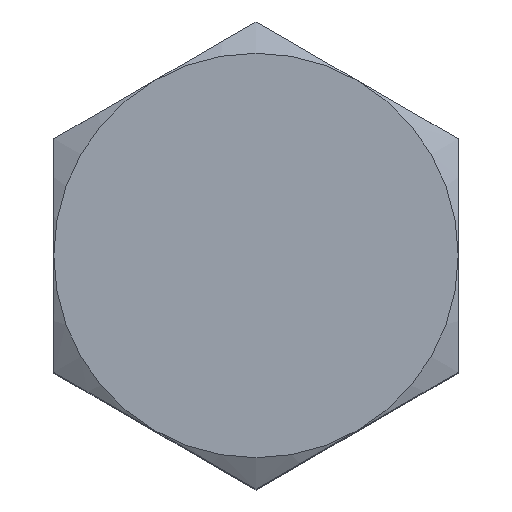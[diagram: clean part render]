
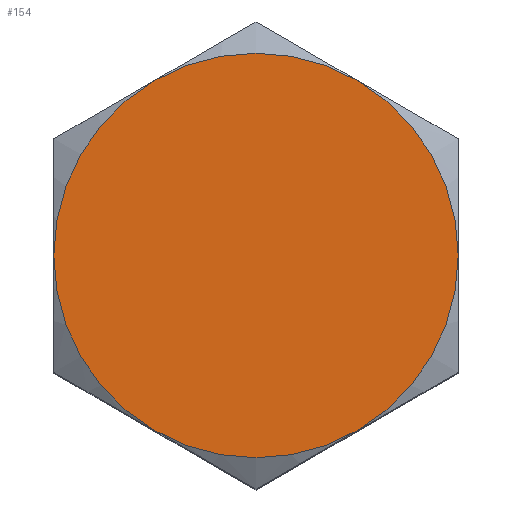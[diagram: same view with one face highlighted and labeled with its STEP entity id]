
A CAD part, top view. The second image highlights one B-rep face of the part: STEP entity #154.
In plain terms, the highlighted planar face has unit normal (0, 0, 1).
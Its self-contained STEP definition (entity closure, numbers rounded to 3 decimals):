
#47 = DIRECTION ( 'NONE',  ( 0., 0., 1. ) ) ;
#107 = DIRECTION ( 'NONE',  ( 0., 0., -1. ) ) ;
#119 = PLANE ( 'NONE',  #1332 ) ;
#138 = CIRCLE ( 'NONE', #899, 9.5 ) ;
#150 = AXIS2_PLACEMENT_3D ( 'NONE', #467, #974, #499 ) ;
#152 = CARTESIAN_POINT ( 'NONE',  ( -4.75, 8.227, 38.5 ) ) ;
#154 = ADVANCED_FACE ( 'NONE', ( #247 ), #119, .T. ) ;
#185 = EDGE_CURVE ( 'NONE', #1344, #582, #1385, .T. ) ;
#206 = ORIENTED_EDGE ( 'NONE', *, *, #185, .T. ) ;
#247 = FACE_OUTER_BOUND ( 'NONE', #933, .T. ) ;
#334 = ORIENTED_EDGE ( 'NONE', *, *, #461, .F. ) ;
#425 = CARTESIAN_POINT ( 'NONE',  ( -9.5, 0., 38.5 ) ) ;
#431 = CARTESIAN_POINT ( 'NONE',  ( 0., 0., 38.5 ) ) ;
#461 = EDGE_CURVE ( 'NONE', #1400, #670, #1069, .T. ) ;
#467 = CARTESIAN_POINT ( 'NONE',  ( 0., 0., 38.5 ) ) ;
#497 = CARTESIAN_POINT ( 'NONE',  ( 9.5, 0., 38.5 ) ) ;
#499 = DIRECTION ( 'NONE',  ( 1., 0., 0. ) ) ;
#517 = DIRECTION ( 'NONE',  ( 0., 0., 1. ) ) ;
#522 = CIRCLE ( 'NONE', #1314, 9.5 ) ;
#582 = VERTEX_POINT ( 'NONE', #633 ) ;
#601 = DIRECTION ( 'NONE',  ( -1., 0., 0. ) ) ;
#617 = DIRECTION ( 'NONE',  ( 1., 0., 0. ) ) ;
#625 = DIRECTION ( 'NONE',  ( 0., 0., 1. ) ) ;
#633 = CARTESIAN_POINT ( 'NONE',  ( 4.75, -8.227, 38.5 ) ) ;
#670 = VERTEX_POINT ( 'NONE', #152 ) ;
#719 = AXIS2_PLACEMENT_3D ( 'NONE', #1613, #1380, #601 ) ;
#790 = VERTEX_POINT ( 'NONE', #1074 ) ;
#803 = CARTESIAN_POINT ( 'NONE',  ( 0., 0., 38.5 ) ) ;
#869 = EDGE_CURVE ( 'NONE', #790, #670, #939, .T. ) ;
#884 = DIRECTION ( 'NONE',  ( 1., 0., 0. ) ) ;
#899 = AXIS2_PLACEMENT_3D ( 'NONE', #1246, #107, #1129 ) ;
#920 = AXIS2_PLACEMENT_3D ( 'NONE', #1505, #517, #884 ) ;
#921 = DIRECTION ( 'NONE',  ( 1., 0., 0. ) ) ;
#933 = EDGE_LOOP ( 'NONE', ( #1258, #1035, #334, #1206, #206, #1550 ) ) ;
#939 = CIRCLE ( 'NONE', #150, 9.5 ) ;
#974 = DIRECTION ( 'NONE',  ( 0., 0., 1. ) ) ;
#1002 = CARTESIAN_POINT ( 'NONE',  ( 0., 0., 38.5 ) ) ;
#1035 = ORIENTED_EDGE ( 'NONE', *, *, #869, .T. ) ;
#1065 = CARTESIAN_POINT ( 'NONE',  ( -4.75, -8.227, 38.5 ) ) ;
#1069 = CIRCLE ( 'NONE', #719, 9.5 ) ;
#1074 = CARTESIAN_POINT ( 'NONE',  ( 4.75, 8.227, 38.5 ) ) ;
#1122 = AXIS2_PLACEMENT_3D ( 'NONE', #803, #47, #921 ) ;
#1129 = DIRECTION ( 'NONE',  ( -1., 0., 0. ) ) ;
#1158 = DIRECTION ( 'NONE',  ( 0., 0., 1. ) ) ;
#1206 = ORIENTED_EDGE ( 'NONE', *, *, #1606, .F. ) ;
#1246 = CARTESIAN_POINT ( 'NONE',  ( 0., 0., 38.5 ) ) ;
#1258 = ORIENTED_EDGE ( 'NONE', *, *, #1311, .T. ) ;
#1304 = VERTEX_POINT ( 'NONE', #497 ) ;
#1306 = DIRECTION ( 'NONE',  ( 1., 0., 0. ) ) ;
#1311 = EDGE_CURVE ( 'NONE', #1304, #790, #1361, .T. ) ;
#1314 = AXIS2_PLACEMENT_3D ( 'NONE', #431, #1158, #1306 ) ;
#1332 = AXIS2_PLACEMENT_3D ( 'NONE', #1002, #625, #617 ) ;
#1344 = VERTEX_POINT ( 'NONE', #1065 ) ;
#1361 = CIRCLE ( 'NONE', #920, 9.5 ) ;
#1380 = DIRECTION ( 'NONE',  ( 0., 0., -1. ) ) ;
#1384 = EDGE_CURVE ( 'NONE', #582, #1304, #522, .T. ) ;
#1385 = CIRCLE ( 'NONE', #1122, 9.5 ) ;
#1400 = VERTEX_POINT ( 'NONE', #425 ) ;
#1505 = CARTESIAN_POINT ( 'NONE',  ( 0., 0., 38.5 ) ) ;
#1550 = ORIENTED_EDGE ( 'NONE', *, *, #1384, .T. ) ;
#1606 = EDGE_CURVE ( 'NONE', #1344, #1400, #138, .T. ) ;
#1613 = CARTESIAN_POINT ( 'NONE',  ( 0., 0., 38.5 ) ) ;
